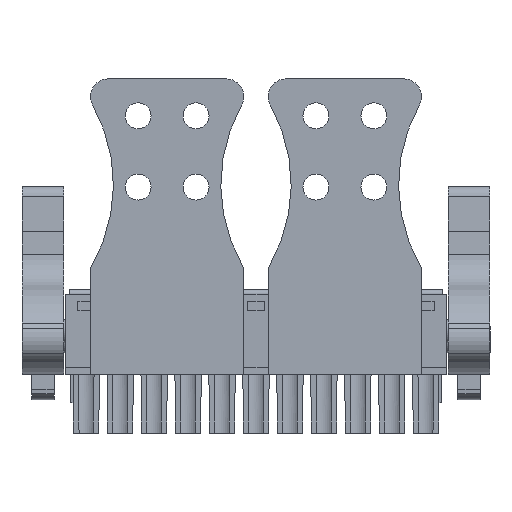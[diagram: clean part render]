
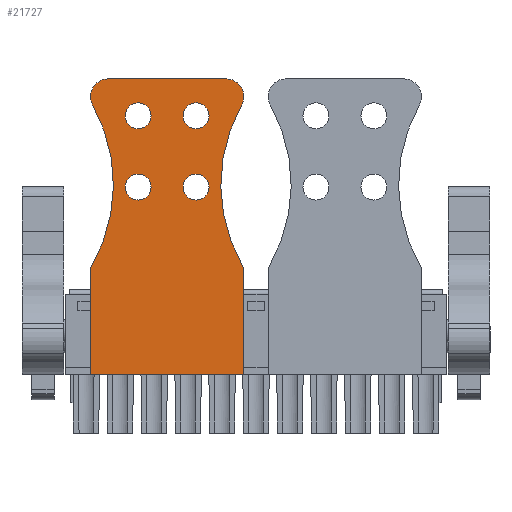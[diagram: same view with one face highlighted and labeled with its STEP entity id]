
A CAD part, front view. The second image highlights one B-rep face of the part: STEP entity #21727.
In plain terms, the highlighted planar face has unit normal (0, -1, 0).
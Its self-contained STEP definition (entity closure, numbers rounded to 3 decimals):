
#21393=AXIS2_PLACEMENT_3D('Circle Axis2P3D',#21391,#21392,$) ;
#21417=AXIS2_PLACEMENT_3D('Circle Axis2P3D',#21415,#21416,$) ;
#21465=AXIS2_PLACEMENT_3D('Circle Axis2P3D',#21463,#21464,$) ;
#21489=AXIS2_PLACEMENT_3D('Circle Axis2P3D',#21487,#21488,$) ;
#21513=AXIS2_PLACEMENT_3D('Circle Axis2P3D',#21511,#21512,$) ;
#21537=AXIS2_PLACEMENT_3D('Circle Axis2P3D',#21535,#21536,$) ;
#21561=AXIS2_PLACEMENT_3D('Circle Axis2P3D',#21559,#21560,$) ;
#21585=AXIS2_PLACEMENT_3D('Circle Axis2P3D',#21583,#21584,$) ;
#21609=AXIS2_PLACEMENT_3D('Circle Axis2P3D',#21607,#21608,$) ;
#21633=AXIS2_PLACEMENT_3D('Circle Axis2P3D',#21631,#21632,$) ;
#21657=AXIS2_PLACEMENT_3D('Circle Axis2P3D',#21655,#21656,$) ;
#21681=AXIS2_PLACEMENT_3D('Circle Axis2P3D',#21679,#21680,$) ;
#21694=AXIS2_PLACEMENT_3D('Plane Axis2P3D',#21691,#21692,#21693) ;
#21266=CARTESIAN_POINT('Vertex',(24.84,0.,18.601)) ;
#21269=CARTESIAN_POINT('Line Origine',(24.84,0.,12.6)) ;
#21273=CARTESIAN_POINT('Vertex',(24.84,0.,6.6)) ;
#21355=CARTESIAN_POINT('Vertex',(7.72,0.,6.6)) ;
#21358=CARTESIAN_POINT('Line Origine',(7.72,0.,12.6)) ;
#21362=CARTESIAN_POINT('Vertex',(7.72,0.,18.601)) ;
#21391=CARTESIAN_POINT('Axis2P3D Location',(-7.935,0.,27.873)) ;
#21395=CARTESIAN_POINT('Vertex',(7.936,0.,36.772)) ;
#21415=CARTESIAN_POINT('Axis2P3D Location',(9.68,0.,37.75)) ;
#21419=CARTESIAN_POINT('Vertex',(9.68,0.,39.75)) ;
#21439=CARTESIAN_POINT('Line Origine',(16.28,0.,39.75)) ;
#21443=CARTESIAN_POINT('Vertex',(22.88,0.,39.75)) ;
#21463=CARTESIAN_POINT('Axis2P3D Location',(22.88,0.,37.75)) ;
#21467=CARTESIAN_POINT('Vertex',(24.624,0.,36.772)) ;
#21487=CARTESIAN_POINT('Axis2P3D Location',(40.495,0.,27.873)) ;
#21508=CARTESIAN_POINT('Vertex',(14.48,0.,27.6)) ;
#21511=CARTESIAN_POINT('Axis2P3D Location',(13.03,0.,27.6)) ;
#21515=CARTESIAN_POINT('Vertex',(11.58,0.,27.6)) ;
#21535=CARTESIAN_POINT('Axis2P3D Location',(13.03,0.,27.6)) ;
#21556=CARTESIAN_POINT('Vertex',(11.58,0.,35.6)) ;
#21559=CARTESIAN_POINT('Axis2P3D Location',(13.03,0.,35.6)) ;
#21563=CARTESIAN_POINT('Vertex',(14.48,0.,35.6)) ;
#21583=CARTESIAN_POINT('Axis2P3D Location',(13.03,0.,35.6)) ;
#21604=CARTESIAN_POINT('Vertex',(18.08,0.,27.6)) ;
#21607=CARTESIAN_POINT('Axis2P3D Location',(19.53,0.,27.6)) ;
#21611=CARTESIAN_POINT('Vertex',(20.98,0.,27.6)) ;
#21631=CARTESIAN_POINT('Axis2P3D Location',(19.53,0.,27.6)) ;
#21652=CARTESIAN_POINT('Vertex',(18.08,0.,35.6)) ;
#21655=CARTESIAN_POINT('Axis2P3D Location',(19.53,0.,35.6)) ;
#21659=CARTESIAN_POINT('Vertex',(20.98,0.,35.6)) ;
#21679=CARTESIAN_POINT('Axis2P3D Location',(19.53,0.,35.6)) ;
#21691=CARTESIAN_POINT('Axis2P3D Location',(0.645,0.,-2.35)) ;
#21696=CARTESIAN_POINT('Line Origine',(16.28,0.,6.6)) ;
#21270=DIRECTION('Vector Direction',(0.,0.,-1.)) ;
#21359=DIRECTION('Vector Direction',(0.,0.,1.)) ;
#21392=DIRECTION('Axis2P3D Direction',(0.,1.,-0.)) ;
#21416=DIRECTION('Axis2P3D Direction',(0.,1.,0.)) ;
#21440=DIRECTION('Vector Direction',(-1.,0.,0.)) ;
#21464=DIRECTION('Axis2P3D Direction',(0.,1.,-0.)) ;
#21488=DIRECTION('Axis2P3D Direction',(0.,1.,0.)) ;
#21512=DIRECTION('Axis2P3D Direction',(0.,1.,0.)) ;
#21536=DIRECTION('Axis2P3D Direction',(0.,1.,0.)) ;
#21560=DIRECTION('Axis2P3D Direction',(0.,1.,-0.)) ;
#21584=DIRECTION('Axis2P3D Direction',(0.,1.,-0.)) ;
#21608=DIRECTION('Axis2P3D Direction',(0.,1.,0.)) ;
#21632=DIRECTION('Axis2P3D Direction',(0.,1.,-0.)) ;
#21656=DIRECTION('Axis2P3D Direction',(0.,1.,0.)) ;
#21680=DIRECTION('Axis2P3D Direction',(0.,1.,-0.)) ;
#21692=DIRECTION('Axis2P3D Direction',(0.,1.,-0.)) ;
#21693=DIRECTION('Axis2P3D XDirection',(-1.,0.,0.)) ;
#21697=DIRECTION('Vector Direction',(1.,0.,0.)) ;
#21271=VECTOR('Line Direction',#21270,1.) ;
#21360=VECTOR('Line Direction',#21359,1.) ;
#21441=VECTOR('Line Direction',#21440,1.) ;
#21698=VECTOR('Line Direction',#21697,1.) ;
#21702=ORIENTED_EDGE('',*,*,#21491,.F.) ;
#21703=ORIENTED_EDGE('',*,*,#21469,.F.) ;
#21704=ORIENTED_EDGE('',*,*,#21445,.F.) ;
#21705=ORIENTED_EDGE('',*,*,#21421,.F.) ;
#21706=ORIENTED_EDGE('',*,*,#21397,.F.) ;
#21707=ORIENTED_EDGE('',*,*,#21364,.F.) ;
#21708=ORIENTED_EDGE('',*,*,#21700,.F.) ;
#21709=ORIENTED_EDGE('',*,*,#21275,.F.) ;
#21712=ORIENTED_EDGE('',*,*,#21539,.T.) ;
#21713=ORIENTED_EDGE('',*,*,#21517,.T.) ;
#21716=ORIENTED_EDGE('',*,*,#21587,.T.) ;
#21717=ORIENTED_EDGE('',*,*,#21565,.T.) ;
#21720=ORIENTED_EDGE('',*,*,#21635,.T.) ;
#21721=ORIENTED_EDGE('',*,*,#21613,.T.) ;
#21724=ORIENTED_EDGE('',*,*,#21683,.T.) ;
#21725=ORIENTED_EDGE('',*,*,#21661,.T.) ;
#21714=FACE_BOUND('',#21711,.T.) ;
#21718=FACE_BOUND('',#21715,.T.) ;
#21722=FACE_BOUND('',#21719,.T.) ;
#21726=FACE_BOUND('',#21723,.T.) ;
#21727=ADVANCED_FACE('Strain relief.1',(#21710,#21714,#21718,#21722,#21726),#21695,.F.) ;
#21394=CIRCLE('generated circle',#21393,18.195) ;
#21418=CIRCLE('generated circle',#21417,2.) ;
#21466=CIRCLE('generated circle',#21465,2.) ;
#21490=CIRCLE('generated circle',#21489,18.195) ;
#21514=CIRCLE('generated circle',#21513,1.45) ;
#21538=CIRCLE('generated circle',#21537,1.45) ;
#21562=CIRCLE('generated circle',#21561,1.45) ;
#21586=CIRCLE('generated circle',#21585,1.45) ;
#21610=CIRCLE('generated circle',#21609,1.45) ;
#21634=CIRCLE('generated circle',#21633,1.45) ;
#21658=CIRCLE('generated circle',#21657,1.45) ;
#21682=CIRCLE('generated circle',#21681,1.45) ;
#21275=EDGE_CURVE('',#21267,#21274,#21272,.T.) ;
#21364=EDGE_CURVE('',#21356,#21363,#21361,.T.) ;
#21397=EDGE_CURVE('',#21363,#21396,#21394,.F.) ;
#21421=EDGE_CURVE('',#21396,#21420,#21418,.T.) ;
#21445=EDGE_CURVE('',#21420,#21444,#21442,.F.) ;
#21469=EDGE_CURVE('',#21444,#21468,#21466,.T.) ;
#21491=EDGE_CURVE('',#21468,#21267,#21490,.F.) ;
#21517=EDGE_CURVE('',#21516,#21509,#21514,.T.) ;
#21539=EDGE_CURVE('',#21509,#21516,#21538,.T.) ;
#21565=EDGE_CURVE('',#21564,#21557,#21562,.T.) ;
#21587=EDGE_CURVE('',#21557,#21564,#21586,.T.) ;
#21613=EDGE_CURVE('',#21612,#21605,#21610,.T.) ;
#21635=EDGE_CURVE('',#21605,#21612,#21634,.T.) ;
#21661=EDGE_CURVE('',#21660,#21653,#21658,.T.) ;
#21683=EDGE_CURVE('',#21653,#21660,#21682,.T.) ;
#21700=EDGE_CURVE('',#21274,#21356,#21699,.F.) ;
#21701=EDGE_LOOP('',(#21702,#21703,#21704,#21705,#21706,#21707,#21708,#21709)) ;
#21711=EDGE_LOOP('',(#21712,#21713)) ;
#21715=EDGE_LOOP('',(#21716,#21717)) ;
#21719=EDGE_LOOP('',(#21720,#21721)) ;
#21723=EDGE_LOOP('',(#21724,#21725)) ;
#21710=FACE_OUTER_BOUND('',#21701,.T.) ;
#21272=LINE('Line',#21269,#21271) ;
#21361=LINE('Line',#21358,#21360) ;
#21442=LINE('Line',#21439,#21441) ;
#21699=LINE('Line',#21696,#21698) ;
#21695=PLANE('',#21694) ;
#21267=VERTEX_POINT('',#21266) ;
#21274=VERTEX_POINT('',#21273) ;
#21356=VERTEX_POINT('',#21355) ;
#21363=VERTEX_POINT('',#21362) ;
#21396=VERTEX_POINT('',#21395) ;
#21420=VERTEX_POINT('',#21419) ;
#21444=VERTEX_POINT('',#21443) ;
#21468=VERTEX_POINT('',#21467) ;
#21509=VERTEX_POINT('',#21508) ;
#21516=VERTEX_POINT('',#21515) ;
#21557=VERTEX_POINT('',#21556) ;
#21564=VERTEX_POINT('',#21563) ;
#21605=VERTEX_POINT('',#21604) ;
#21612=VERTEX_POINT('',#21611) ;
#21653=VERTEX_POINT('',#21652) ;
#21660=VERTEX_POINT('',#21659) ;
